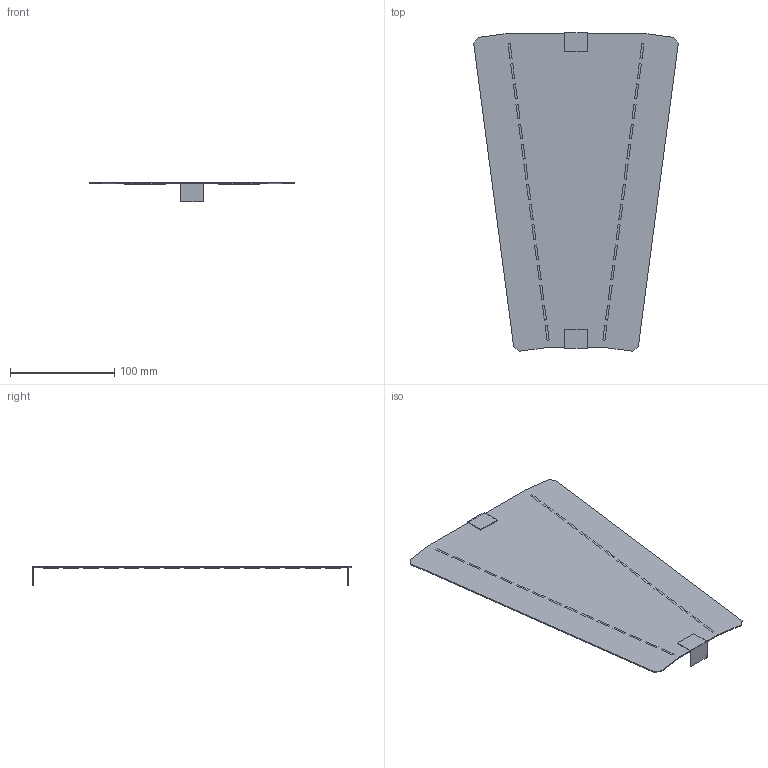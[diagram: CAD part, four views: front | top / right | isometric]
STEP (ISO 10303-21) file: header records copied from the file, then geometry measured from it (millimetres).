
FILE_DESCRIPTION(/* description */ (''),/* implementation_level */ '2;1');
FILE_NAME(/* name */ '487913.stp',/* time_stamp */ '2023-12-19T13:57:44+01:00',/* author */ ('bonnaudn'),/* organization */ (''),/* preprocessor_version */ 'ST-DEVELOPER v19.2',/* originating_system */ 'AutoCAD Mechanical',/* authorisation */ '');
FILE_SCHEMA (('AUTOMOTIVE_DESIGN { 1 0 10303 214 3 1 1 }'));
Length unit declared in the file: millimetre
Products named in the file (1): Product
Bounding box: 196.49 x 305.8 x 19.03 mm (x, y, z)
Volume: 49138.4 mm3; surface area: 101838.3 mm2
Topology: 3 solids, 63 shells, 90 faces, 314 edges, 290 vertices
Faces by surface type: plane 90
Entity records: 3490 total; most frequent: CARTESIAN_POINT 698, DIRECTION 495, ORIENTED_EDGE 386, LINE 313, VECTOR 313, EDGE_CURVE 313, VERTEX_POINT 289, AXIS2_PLACEMENT_3D 91
